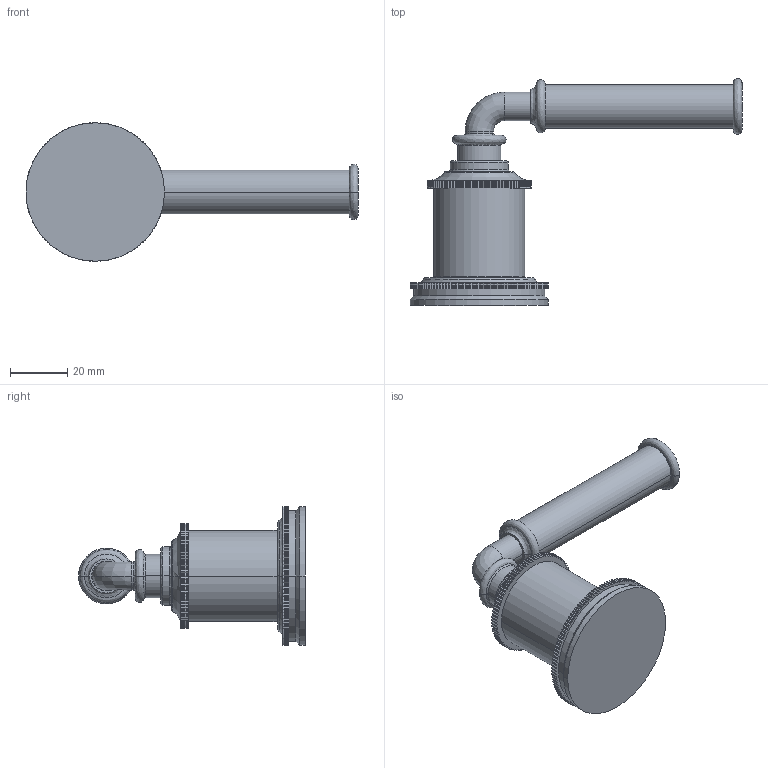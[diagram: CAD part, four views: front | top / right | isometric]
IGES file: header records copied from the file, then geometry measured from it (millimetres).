
Start section:  PTC IGES file: 3-727.igs
Global section: file name: 3-727.igs; native system: Creo Parametric by PTC Inc.; preprocessor: 2019352; author: rsmith; organization: Unknown; date: 20220527.103345; units: inch
Bounding box: 115.7 x 79.08 x 48.26 mm (x, y, z)
Surface area: 14895.2 mm2 (no closed solid volume)
Topology: 0 solids, 0 shells, 695 faces, 4034 edges, 4034 vertices
Faces by surface type: bspline 436, revolution 259
